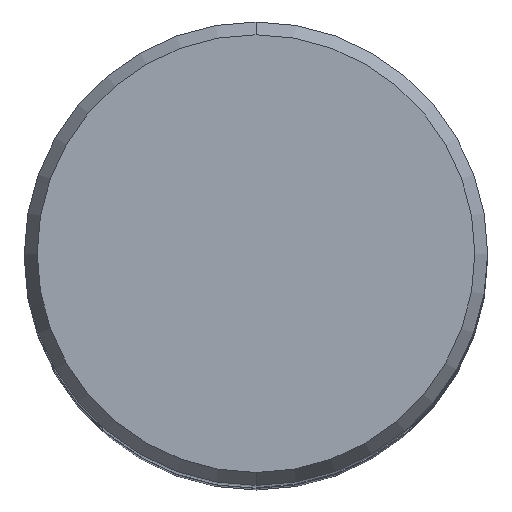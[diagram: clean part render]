
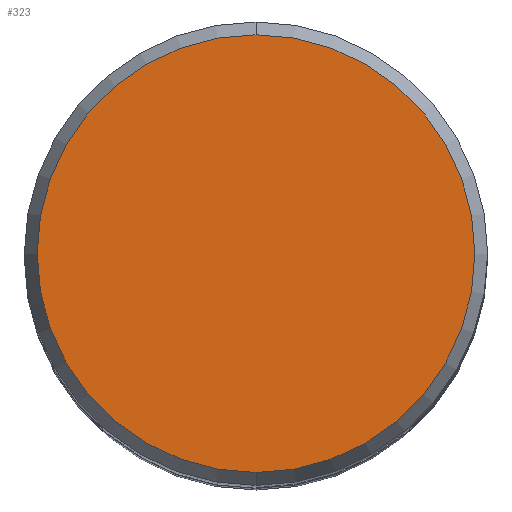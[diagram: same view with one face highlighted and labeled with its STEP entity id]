
A CAD part, top view. The second image highlights one B-rep face of the part: STEP entity #323.
In plain terms, the highlighted planar face has unit normal (0, 0, 1).
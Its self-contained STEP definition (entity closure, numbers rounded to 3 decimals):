
#149=VERTEX_POINT('',#385);
#207=EDGE_CURVE('',#327,#149,#452,.T.);
#323=ADVANCED_FACE('',(#584),#585,.T.);
#327=VERTEX_POINT('',#590);
#345=EDGE_CURVE('',#149,#327,#609,.T.);
#385=CARTESIAN_POINT('',(0.,-11.807,0.0));
#452=CIRCLE('',#734,11.807);
#584=FACE_OUTER_BOUND('',#895,.T.);
#585=PLANE('',#896);
#590=CARTESIAN_POINT('',(0.0,11.807,0.0));
#609=CIRCLE('',#926,11.807);
#734=AXIS2_PLACEMENT_3D('',#1041,#1042,#1043);
#895=EDGE_LOOP('',(#1215,#1216));
#896=AXIS2_PLACEMENT_3D('',#1217,#1218,#1219);
#926=AXIS2_PLACEMENT_3D('',#1246,#1247,#1248);
#1041=CARTESIAN_POINT('',(0.0,0.0,0.0));
#1042=DIRECTION('',(0.0,0.0,-1.0));
#1043=DIRECTION('',(0.0,1.0,0.0));
#1215=ORIENTED_EDGE('',*,*,#207,.F.);
#1216=ORIENTED_EDGE('',*,*,#345,.F.);
#1217=CARTESIAN_POINT('',(0.0,5.904,0.0));
#1218=DIRECTION('',(-0.0,0.0,1.0));
#1219=DIRECTION('',(0.0,-1.0,0.0));
#1246=CARTESIAN_POINT('',(0.0,0.0,0.0));
#1247=DIRECTION('',(0.0,0.0,-1.0));
#1248=DIRECTION('',(0.0,1.0,0.0));
